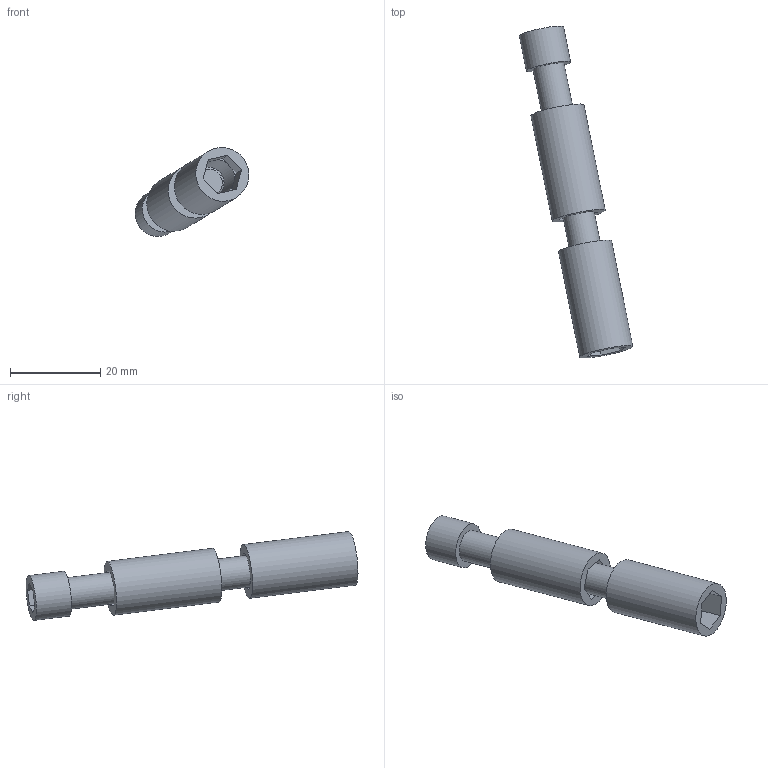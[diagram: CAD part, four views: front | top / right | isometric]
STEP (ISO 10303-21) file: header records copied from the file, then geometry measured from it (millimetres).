
FILE_DESCRIPTION((''),'2;1');
FILE_NAME('AR3608 łącznik wzdłużny.stp','2016-04-22T09:39:33',('Konstruktor II'),(''),'Autodesk Inventor 2013','Autodesk Inventor 2013','');
FILE_SCHEMA(('AUTOMOTIVE_DESIGN { 1 0 10303 214 1 1 1 1 }'));
Length unit declared in the file: millimetre
Products named in the file (4): AR3608 łącznik wzdłużny; AR3608 łącznik wzdłużny I; AR3608 łącznik wzdłużny II; AR3608 łącznik wzdłużny III
Assembly tree (3 placements, depth 2):
  AR3608 łącznik wzdłużny
    AR3608 łącznik wzdłużny I
    AR3608 łącznik wzdłużny II
    AR3608 łącznik wzdłużny III
Bounding box: 25.17 x 73.56 x 19.69 mm (x, y, z)
Volume: 5240.9 mm3; surface area: 4989.3 mm2
Topology: 3 solids, 3 shells, 44 faces, 100 edges, 58 vertices
Faces by surface type: plane 38, cylinder 5, cone 1
Full cylindrical faces by diameter (mm): 7 x1, 8 x1, 10 x1, 12 x2
Entity records: 1296 total; most frequent: DIRECTION 222, CARTESIAN_POINT 201, ORIENTED_EDGE 186, EDGE_CURVE 93, AXIS2_PLACEMENT_3D 78, VECTOR 66, LINE 66, VERTEX_POINT 57
